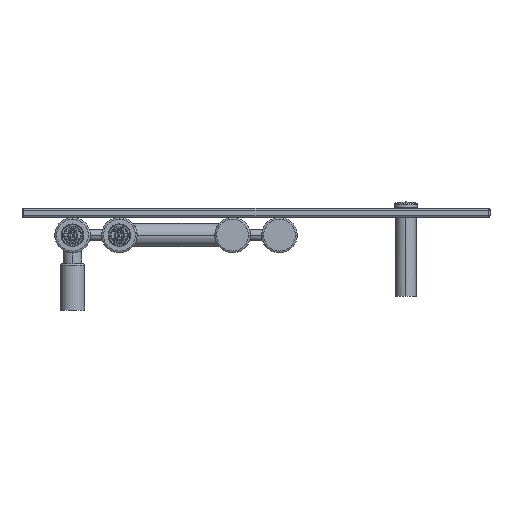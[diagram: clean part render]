
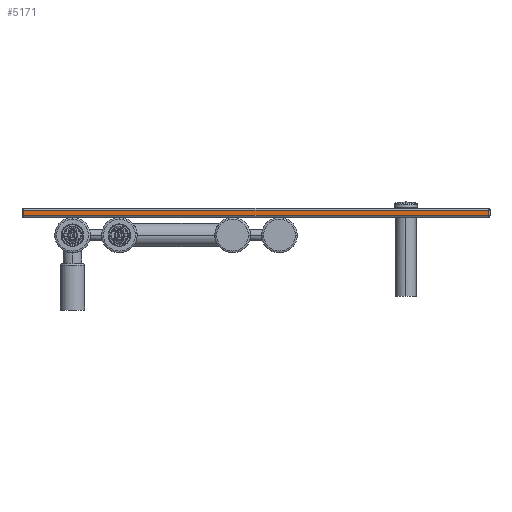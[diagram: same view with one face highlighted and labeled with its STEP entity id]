
A CAD part, front view. The second image highlights one B-rep face of the part: STEP entity #5171.
In plain terms, the highlighted planar face has unit normal (0, -1, 0).
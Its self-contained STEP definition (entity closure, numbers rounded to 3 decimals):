
#4656=DIRECTION('',(0.,0.,1.));
#4657=VECTOR('',#4656,5.5);
#4658=CARTESIAN_POINT('',(-52.,15.,21.25));
#4659=LINE('',#4658,#4657);
#4663=DIRECTION('',(1.,0.,0.));
#4664=VECTOR('',#4663,496.);
#4665=CARTESIAN_POINT('',(-52.,15.,26.75));
#4666=LINE('',#4665,#4664);
#4670=DIRECTION('',(0.,0.,-1.));
#4671=VECTOR('',#4670,5.5);
#4672=CARTESIAN_POINT('',(444.,15.,26.75));
#4673=LINE('',#4672,#4671);
#4805=DIRECTION('',(1.,0.,0.));
#4806=VECTOR('',#4805,496.);
#4807=CARTESIAN_POINT('',(-52.,15.,21.25));
#4808=LINE('',#4807,#4806);
#4998=CARTESIAN_POINT('',(-52.,15.,21.25));
#4999=VERTEX_POINT('',#4998);
#5002=CARTESIAN_POINT('',(-52.,15.,26.75));
#5003=VERTEX_POINT('',#5002);
#5038=CARTESIAN_POINT('',(444.,15.,26.75));
#5039=VERTEX_POINT('',#5038);
#5042=CARTESIAN_POINT('',(444.,15.,21.25));
#5043=VERTEX_POINT('',#5042);
#5157=CARTESIAN_POINT('',(-54.,15.,26.75));
#5158=DIRECTION('',(0.,-1.,0.));
#5159=DIRECTION('',(0.,0.,-1.));
#5160=AXIS2_PLACEMENT_3D('',#5157,#5158,#5159);
#5161=PLANE('',#5160);
#5162=ORIENTED_EDGE('',*,*,#5151,.T.);
#5164=ORIENTED_EDGE('',*,*,#5163,.T.);
#5166=ORIENTED_EDGE('',*,*,#5165,.T.);
#5168=ORIENTED_EDGE('',*,*,#5167,.F.);
#5169=EDGE_LOOP('',(#5162,#5164,#5166,#5168));
#5170=FACE_OUTER_BOUND('',#5169,.F.);
#5151=EDGE_CURVE('',#4999,#5003,#4659,.T.);
#5163=EDGE_CURVE('',#5003,#5039,#4666,.T.);
#5165=EDGE_CURVE('',#5039,#5043,#4673,.T.);
#5167=EDGE_CURVE('',#4999,#5043,#4808,.T.);
#5171=ADVANCED_FACE('',(#5170),#5161,.T.);
